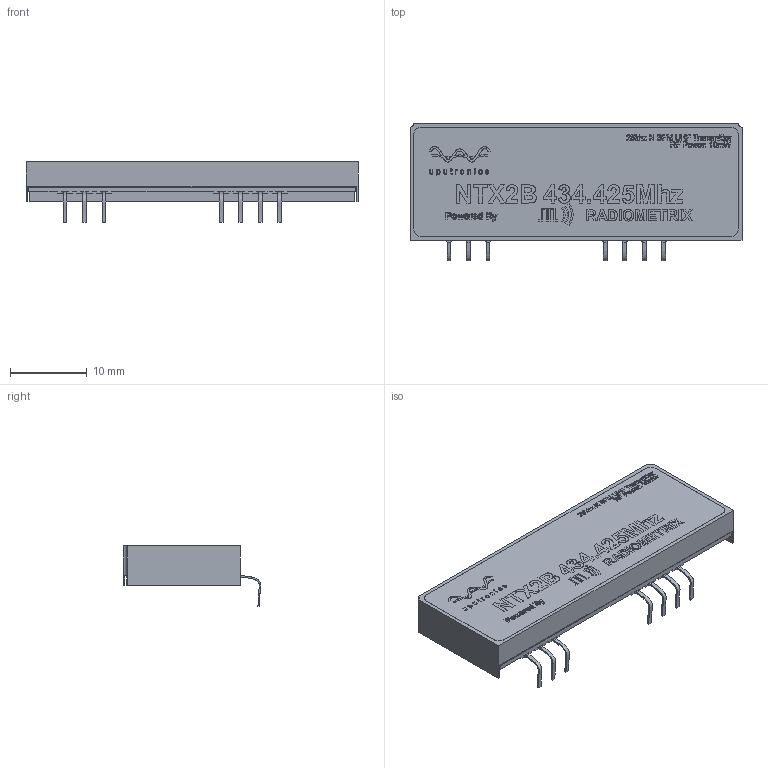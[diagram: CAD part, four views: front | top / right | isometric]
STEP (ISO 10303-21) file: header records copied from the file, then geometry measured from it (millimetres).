
FILE_DESCRIPTION(/* description */ (''),/* implementation_level */ '2;1');
FILE_NAME(/* name */ 'NTX2B_Darker.step',/* time_stamp */ '2020-05-09T04:30:07+01:00',/* author */ (''),/* organization */ (''),/* preprocessor_version */ 'ST-DEVELOPER v18.1',/* originating_system */ 'Autodesk Translation Framework v9.2.0.1227',/* authorisation */ '');
FILE_SCHEMA (('AUTOMOTIVE_DESIGN { 1 0 10303 214 3 1 1 }'));
Products named in the file (1): NTX2B_FreeCad_Exported
Bounding box: 43.18 x 17.88 x 7.92 mm (x, y, z)
Volume: 2598.3 mm3; surface area: 2122 mm2
Topology: 1 solids, 1 shells, 1721 faces, 4769 edges, 3170 vertices
Faces by surface type: bspline 865, plane 830, cylinder 26
Entity records: 64858 total; most frequent: CARTESIAN_POINT 26624, ORIENTED_EDGE 9538, DIRECTION 4793, EDGE_CURVE 4769, VERTEX_POINT 3170, LINE 2967, VECTOR 2967, EDGE_LOOP 1841
